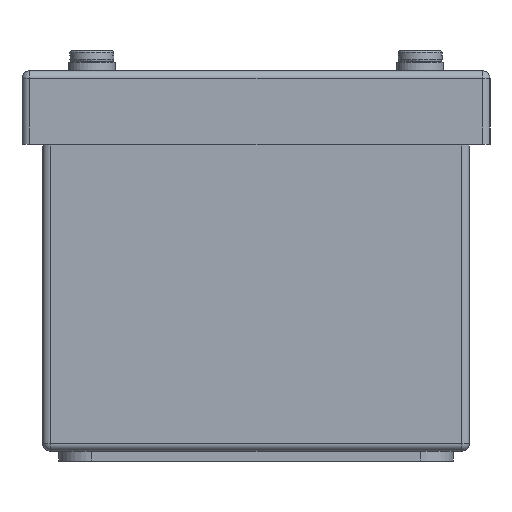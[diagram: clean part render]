
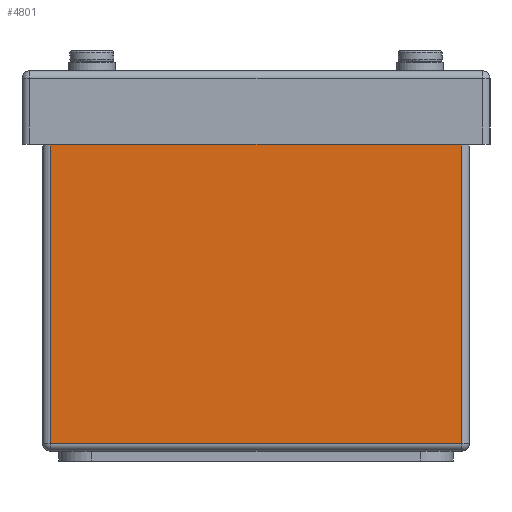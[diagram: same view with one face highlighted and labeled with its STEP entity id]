
A CAD part, left-side view. The second image highlights one B-rep face of the part: STEP entity #4801.
In plain terms, the highlighted planar face has unit normal (-1, 0, 0).
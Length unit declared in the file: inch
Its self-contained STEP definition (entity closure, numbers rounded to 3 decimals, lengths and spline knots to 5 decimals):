
#2342 = CARTESIAN_POINT ( 'NONE',  ( 0., 0., 0.06 ) ) ;
#2818 = EDGE_CURVE ( 'NONE', #5691, #11306, #14591, .T. ) ;
#3327 = VECTOR ( 'NONE', #9561, 39.37008 ) ;
#3521 = EDGE_CURVE ( 'NONE', #11306, #4007, #13248, .T. ) ;
#3728 = AXIS2_PLACEMENT_3D ( 'NONE', #5443, #5371, #8708 ) ;
#4007 = VERTEX_POINT ( 'NONE', #4118 ) ;
#4114 = PLANE ( 'NONE',  #3728 ) ;
#4118 = CARTESIAN_POINT ( 'NONE',  ( 0., 3.19, 2.69 ) ) ;
#4801 = ADVANCED_FACE ( 'NONE', ( #14615 ), #4114, .T. ) ;
#5371 = DIRECTION ( 'NONE',  ( -1., 0., 0. ) ) ;
#5443 = CARTESIAN_POINT ( 'NONE',  ( 0., 3.25, 0. ) ) ;
#5691 = VERTEX_POINT ( 'NONE', #8403 ) ;
#5717 = VECTOR ( 'NONE', #12995, 39.37008 ) ;
#6906 = VECTOR ( 'NONE', #14526, 39.37008 ) ;
#7093 = CARTESIAN_POINT ( 'NONE',  ( 0., 3.19, 0. ) ) ;
#7263 = CARTESIAN_POINT ( 'NONE',  ( 0., 3.19, 0.06 ) ) ;
#7643 = VERTEX_POINT ( 'NONE', #7263 ) ;
#8084 = CARTESIAN_POINT ( 'NONE',  ( 0., 0.06, 0. ) ) ;
#8403 = CARTESIAN_POINT ( 'NONE',  ( 0., 0.06, 0.06 ) ) ;
#8708 = DIRECTION ( 'NONE',  ( 0., 0., 1. ) ) ;
#9215 = LINE ( 'NONE', #2342, #3327 ) ;
#9561 = DIRECTION ( 'NONE',  ( 0., -1., 0. ) ) ;
#9581 = LINE ( 'NONE', #7093, #5717 ) ;
#9719 = ORIENTED_EDGE ( 'NONE', *, *, #12592, .T. ) ;
#9791 = ORIENTED_EDGE ( 'NONE', *, *, #11305, .T. ) ;
#11055 = CARTESIAN_POINT ( 'NONE',  ( 0., 3.25, 2.69 ) ) ;
#11305 = EDGE_CURVE ( 'NONE', #4007, #7643, #9581, .T. ) ;
#11306 = VERTEX_POINT ( 'NONE', #12774 ) ;
#11547 = EDGE_LOOP ( 'NONE', ( #9791, #9719, #14842, #11562 ) ) ;
#11562 = ORIENTED_EDGE ( 'NONE', *, *, #3521, .T. ) ;
#11641 = DIRECTION ( 'NONE',  ( 0., 0., 1. ) ) ;
#12592 = EDGE_CURVE ( 'NONE', #7643, #5691, #9215, .T. ) ;
#12756 = VECTOR ( 'NONE', #11641, 39.37008 ) ;
#12774 = CARTESIAN_POINT ( 'NONE',  ( 0., 0.06, 2.69 ) ) ;
#12995 = DIRECTION ( 'NONE',  ( 0., 0., -1. ) ) ;
#13248 = LINE ( 'NONE', #11055, #6906 ) ;
#14526 = DIRECTION ( 'NONE',  ( 0., 1., 0. ) ) ;
#14591 = LINE ( 'NONE', #8084, #12756 ) ;
#14615 = FACE_OUTER_BOUND ( 'NONE', #11547, .T. ) ;
#14842 = ORIENTED_EDGE ( 'NONE', *, *, #2818, .T. ) ;
